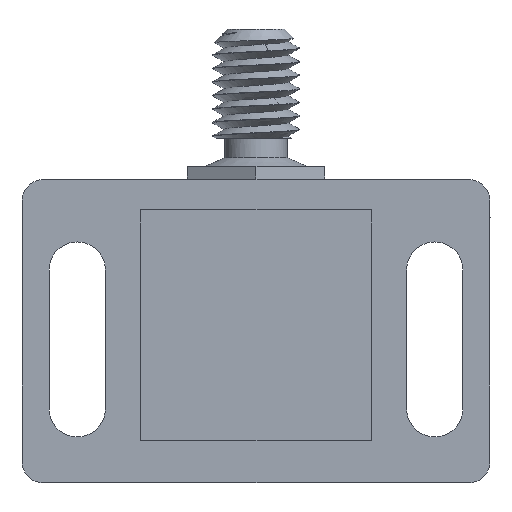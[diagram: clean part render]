
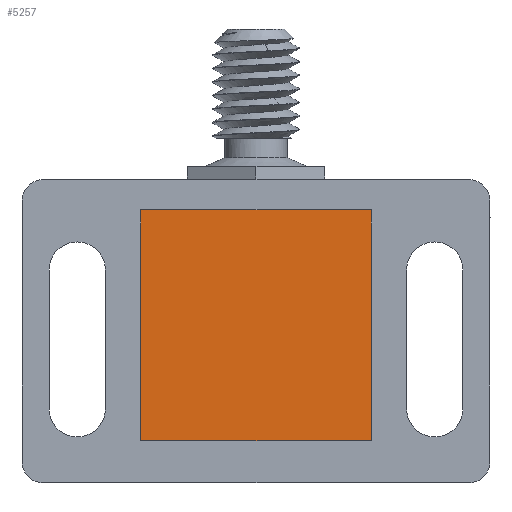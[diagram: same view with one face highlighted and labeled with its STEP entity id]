
A CAD part, front view. The second image highlights one B-rep face of the part: STEP entity #5257.
In plain terms, the highlighted planar face has unit normal (0, -1, 0).
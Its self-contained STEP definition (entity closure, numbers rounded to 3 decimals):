
#110 = CARTESIAN_POINT ( 'NONE',  ( -10.65, -0.05, 1.3 ) ) ;
#325 = CARTESIAN_POINT ( 'NONE',  ( 10.65, -0.05, 1.3 ) ) ;
#859 = DIRECTION ( 'NONE',  ( 0., 0., 1. ) ) ;
#895 = LINE ( 'NONE', #8580, #2198 ) ;
#934 = DIRECTION ( 'NONE',  ( -1., 0., 0. ) ) ;
#1626 = VERTEX_POINT ( 'NONE', #7426 ) ;
#2017 = ORIENTED_EDGE ( 'NONE', *, *, #9745, .F. ) ;
#2198 = VECTOR ( 'NONE', #934, 1000. ) ;
#2332 = CARTESIAN_POINT ( 'NONE',  ( 0., -0.05, 11.95 ) ) ;
#2478 = VECTOR ( 'NONE', #5647, 1000. ) ;
#2797 = DIRECTION ( 'NONE',  ( 0., 1., 0. ) ) ;
#2952 = LINE ( 'NONE', #110, #7573 ) ;
#2974 = EDGE_CURVE ( 'NONE', #6919, #8114, #3213, .T. ) ;
#3213 = LINE ( 'NONE', #325, #2478 ) ;
#3421 = EDGE_CURVE ( 'NONE', #1626, #9027, #2952, .T. ) ;
#3550 = FACE_OUTER_BOUND ( 'NONE', #8754, .T. ) ;
#4277 = PLANE ( 'NONE',  #5070 ) ;
#4511 = VECTOR ( 'NONE', #5407, 1000. ) ;
#4754 = EDGE_CURVE ( 'NONE', #9027, #6919, #4867, .T. ) ;
#4867 = LINE ( 'NONE', #2332, #4511 ) ;
#4947 = CARTESIAN_POINT ( 'NONE',  ( -10.65, -0.05, 11.95 ) ) ;
#5070 = AXIS2_PLACEMENT_3D ( 'NONE', #7993, #2797, #8093 ) ;
#5257 = ADVANCED_FACE ( 'NONE', ( #3550 ), #4277, .F. ) ;
#5407 = DIRECTION ( 'NONE',  ( 1., 0., 0. ) ) ;
#5536 = ORIENTED_EDGE ( 'NONE', *, *, #2974, .F. ) ;
#5647 = DIRECTION ( 'NONE',  ( 0., 0., -1. ) ) ;
#6919 = VERTEX_POINT ( 'NONE', #7720 ) ;
#7426 = CARTESIAN_POINT ( 'NONE',  ( -10.65, -0.05, -9.35 ) ) ;
#7546 = CARTESIAN_POINT ( 'NONE',  ( 10.65, -0.05, -9.35 ) ) ;
#7573 = VECTOR ( 'NONE', #859, 1000. ) ;
#7720 = CARTESIAN_POINT ( 'NONE',  ( 10.65, -0.05, 11.95 ) ) ;
#7993 = CARTESIAN_POINT ( 'NONE',  ( 0., -0.05, 1.3 ) ) ;
#8093 = DIRECTION ( 'NONE',  ( 0., 0., 1. ) ) ;
#8114 = VERTEX_POINT ( 'NONE', #7546 ) ;
#8580 = CARTESIAN_POINT ( 'NONE',  ( 0., -0.05, -9.35 ) ) ;
#8754 = EDGE_LOOP ( 'NONE', ( #5536, #9463, #9290, #2017 ) ) ;
#9027 = VERTEX_POINT ( 'NONE', #4947 ) ;
#9290 = ORIENTED_EDGE ( 'NONE', *, *, #3421, .F. ) ;
#9463 = ORIENTED_EDGE ( 'NONE', *, *, #4754, .F. ) ;
#9745 = EDGE_CURVE ( 'NONE', #8114, #1626, #895, .T. ) ;
